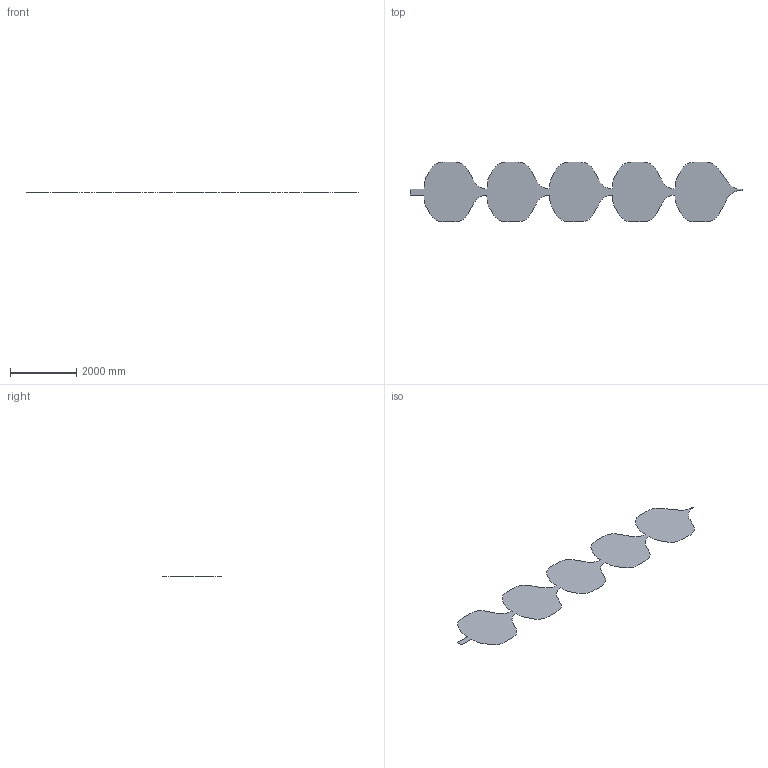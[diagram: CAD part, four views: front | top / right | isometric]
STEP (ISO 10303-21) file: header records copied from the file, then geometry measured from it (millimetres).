
FILE_DESCRIPTION(('FreeCAD Model'),'2;1');
FILE_NAME('script.step','2012-08-29T15:19:40',( 'FreeCAD'),('FreeCAD'),'Open CASCADE STEP processor 6.5','FreeCAD', 'Unknown');
FILE_SCHEMA(('AUTOMOTIVE_DESIGN_CC2 { 1 2 10303 214 -1 1 5 4 }'));
Length unit declared in the file: millimetre
Products named in the file (1): Open CASCADE STEP translator 6.5 1
Bounding box: 10035.95 x 1800.74 x 0 mm (x, y, z)
Surface area: 12242315.6 mm2 (no closed solid volume)
Topology: 0 solids, 1 shells, 1 faces, 86 edges, 86 vertices
Faces by surface type: plane 1
Entity records: 1386 total; most frequent: CARTESIAN_POINT 320, DIRECTION 206, LINE 92, VECTOR 92, ORIENTED_EDGE 86, EDGE_CURVE 86, VERTEX_POINT 86, SURFACE_CURVE 86
